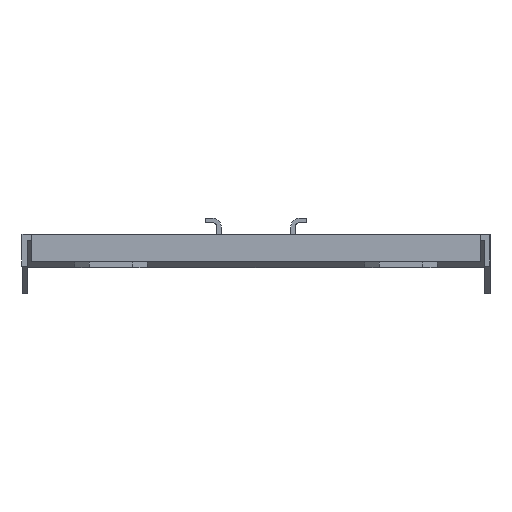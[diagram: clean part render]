
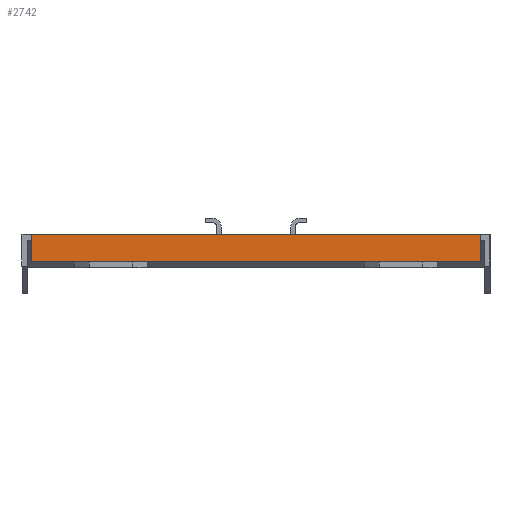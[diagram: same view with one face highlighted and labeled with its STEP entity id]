
A CAD part, left-side view. The second image highlights one B-rep face of the part: STEP entity #2742.
In plain terms, the highlighted planar face has unit normal (-1, 0, 0).
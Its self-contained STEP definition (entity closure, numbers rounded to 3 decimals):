
#234=DIRECTION('',(0.,1.,0.));
#235=VECTOR('',#234,15.);
#236=CARTESIAN_POINT('',(1230.158,327.735,-7.5));
#237=LINE('',#236,#235);
#241=DIRECTION('',(0.,0.,1.));
#242=VECTOR('',#241,9.5);
#243=CARTESIAN_POINT('',(1230.158,342.735,-7.5));
#244=LINE('',#243,#242);
#255=DIRECTION('',(0.,0.,1.));
#256=VECTOR('',#255,9.5);
#257=CARTESIAN_POINT('',(1230.158,187.735,-7.5));
#258=LINE('',#257,#256);
#325=DIRECTION('',(0.,-1.,0.));
#326=VECTOR('',#325,155.);
#327=CARTESIAN_POINT('',(1230.158,342.735,2.));
#328=LINE('',#327,#326);
#1909=DIRECTION('',(0.,-1.,0.));
#1910=VECTOR('',#1909,25.);
#1911=CARTESIAN_POINT('',(1230.158,327.735,-7.5));
#1912=LINE('',#1911,#1910);
#2009=DIRECTION('',(0.,-1.,0.));
#2010=VECTOR('',#2009,75.);
#2011=CARTESIAN_POINT('',(1230.158,302.735,-7.5));
#2012=LINE('',#2011,#2010);
#2088=DIRECTION('',(0.,-1.,0.));
#2089=VECTOR('',#2088,25.);
#2090=CARTESIAN_POINT('',(1230.158,227.735,-7.5));
#2091=LINE('',#2090,#2089);
#2188=DIRECTION('',(0.,-1.,0.));
#2189=VECTOR('',#2188,15.);
#2190=CARTESIAN_POINT('',(1230.158,202.735,-7.5));
#2191=LINE('',#2190,#2189);
#2305=CARTESIAN_POINT('',(1230.158,187.735,2.));
#2306=VERTEX_POINT('',#2305);
#2307=CARTESIAN_POINT('',(1230.158,342.735,2.));
#2308=VERTEX_POINT('',#2307);
#2553=CARTESIAN_POINT('',(1230.158,342.735,-7.5));
#2555=VERTEX_POINT('',#2553);
#2557=CARTESIAN_POINT('',(1230.158,327.735,-7.5));
#2558=VERTEX_POINT('',#2557);
#2561=CARTESIAN_POINT('',(1230.158,202.735,-7.5));
#2562=CARTESIAN_POINT('',(1230.158,187.735,-7.5));
#2563=VERTEX_POINT('',#2561);
#2564=VERTEX_POINT('',#2562);
#2565=CARTESIAN_POINT('',(1230.158,227.735,-7.5));
#2566=VERTEX_POINT('',#2565);
#2567=CARTESIAN_POINT('',(1230.158,302.735,-7.5));
#2568=VERTEX_POINT('',#2567);
#2720=CARTESIAN_POINT('',(1230.158,265.235,0.));
#2721=DIRECTION('',(-1.,0.,0.));
#2722=DIRECTION('',(0.,-1.,0.));
#2723=AXIS2_PLACEMENT_3D('',#2720,#2721,#2722);
#2724=PLANE('',#2723);
#2726=ORIENTED_EDGE('',*,*,#2725,.F.);
#2728=ORIENTED_EDGE('',*,*,#2727,.F.);
#2730=ORIENTED_EDGE('',*,*,#2729,.F.);
#2732=ORIENTED_EDGE('',*,*,#2731,.F.);
#2734=ORIENTED_EDGE('',*,*,#2733,.F.);
#2736=ORIENTED_EDGE('',*,*,#2735,.T.);
#2737=ORIENTED_EDGE('',*,*,#2701,.T.);
#2739=ORIENTED_EDGE('',*,*,#2738,.T.);
#2740=EDGE_LOOP('',(#2726,#2728,#2730,#2732,#2734,#2736,#2737,#2739));
#2741=FACE_OUTER_BOUND('',#2740,.F.);
#2701=EDGE_CURVE('',#2555,#2308,#244,.T.);
#2725=EDGE_CURVE('',#2564,#2306,#258,.T.);
#2727=EDGE_CURVE('',#2563,#2564,#2191,.T.);
#2729=EDGE_CURVE('',#2566,#2563,#2091,.T.);
#2731=EDGE_CURVE('',#2568,#2566,#2012,.T.);
#2733=EDGE_CURVE('',#2558,#2568,#1912,.T.);
#2735=EDGE_CURVE('',#2558,#2555,#237,.T.);
#2738=EDGE_CURVE('',#2308,#2306,#328,.T.);
#2742=ADVANCED_FACE('',(#2741),#2724,.T.);
